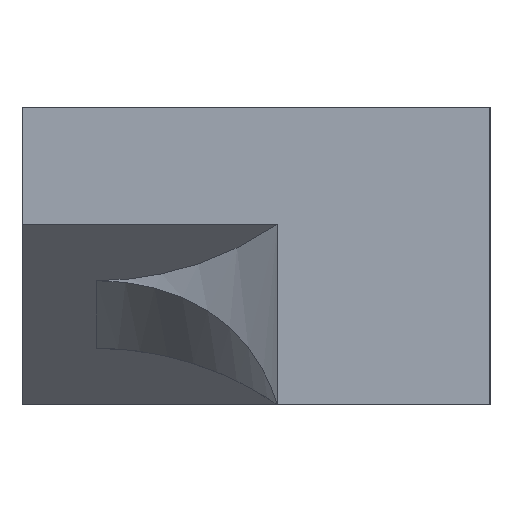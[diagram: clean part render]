
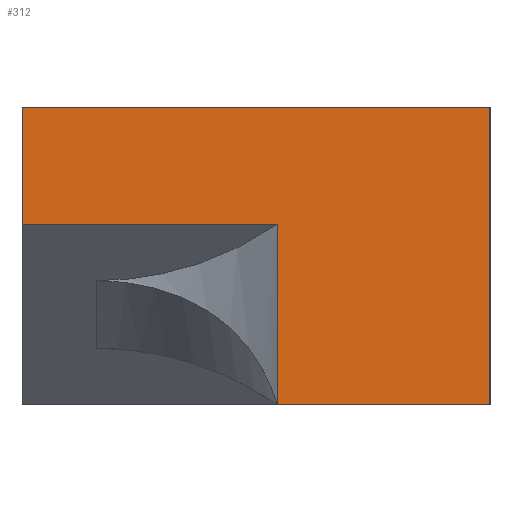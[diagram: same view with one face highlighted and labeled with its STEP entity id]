
A CAD part, left-side view. The second image highlights one B-rep face of the part: STEP entity #312.
In plain terms, the highlighted planar face has unit normal (-1, 0, 0).
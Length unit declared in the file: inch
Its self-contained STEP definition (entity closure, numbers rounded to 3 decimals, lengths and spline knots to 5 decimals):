
#28=FACE_OUTER_BOUND('',#46,.T.);
#46=EDGE_LOOP('',(#231,#232,#233,#234,#235,#236));
#62=LINE('',#455,#98);
#70=LINE('',#475,#106);
#77=LINE('',#489,#113);
#78=LINE('',#491,#114);
#79=LINE('',#493,#115);
#80=LINE('',#494,#116);
#98=VECTOR('',#372,0.3937);
#106=VECTOR('',#388,0.3937);
#113=VECTOR('',#397,0.3937);
#114=VECTOR('',#398,0.3937);
#115=VECTOR('',#399,0.3937);
#116=VECTOR('',#400,0.3937);
#140=VERTEX_POINT('',#452);
#141=VERTEX_POINT('',#454);
#149=VERTEX_POINT('',#474);
#155=VERTEX_POINT('',#488);
#156=VERTEX_POINT('',#490);
#157=VERTEX_POINT('',#492);
#168=EDGE_CURVE('',#140,#141,#62,.T.);
#178=EDGE_CURVE('',#141,#149,#70,.T.);
#185=EDGE_CURVE('',#155,#140,#77,.T.);
#186=EDGE_CURVE('',#155,#156,#78,.T.);
#187=EDGE_CURVE('',#157,#156,#79,.T.);
#188=EDGE_CURVE('',#157,#149,#80,.T.);
#231=ORIENTED_EDGE('',*,*,#185,.F.);
#232=ORIENTED_EDGE('',*,*,#186,.T.);
#233=ORIENTED_EDGE('',*,*,#187,.F.);
#234=ORIENTED_EDGE('',*,*,#188,.T.);
#235=ORIENTED_EDGE('',*,*,#178,.F.);
#236=ORIENTED_EDGE('',*,*,#168,.F.);
#300=PLANE('',#348);
#312=ADVANCED_FACE('',(#28),#300,.T.);
#348=AXIS2_PLACEMENT_3D('',#487,#395,#396);
#372=DIRECTION('',(0.,1.,0.));
#388=DIRECTION('',(0.,0.,1.));
#395=DIRECTION('center_axis',(-1.,0.,0.));
#396=DIRECTION('ref_axis',(0.,0.,-1.));
#397=DIRECTION('',(0.,0.,1.));
#398=DIRECTION('',(0.,-1.,0.));
#399=DIRECTION('',(0.,0.,-1.));
#400=DIRECTION('',(0.,1.,0.));
#452=CARTESIAN_POINT('',(-10.,15.,-7.75));
#454=CARTESIAN_POINT('',(-10.,21.,-7.75));
#455=CARTESIAN_POINT('',(-10.,15.,-7.75));
#474=CARTESIAN_POINT('',(-10.,21.,-5.));
#475=CARTESIAN_POINT('',(-10.,21.,-7.75));
#487=CARTESIAN_POINT('Origin',(-10.,15.,-5.));
#488=CARTESIAN_POINT('',(-10.,15.,-12.));
#489=CARTESIAN_POINT('',(-10.,15.,-12.));
#490=CARTESIAN_POINT('',(-10.,10.,-12.));
#491=CARTESIAN_POINT('',(-10.,15.,-12.));
#492=CARTESIAN_POINT('',(-10.,10.,-5.));
#493=CARTESIAN_POINT('',(-10.,10.,-12.));
#494=CARTESIAN_POINT('',(-10.,15.,-5.));
